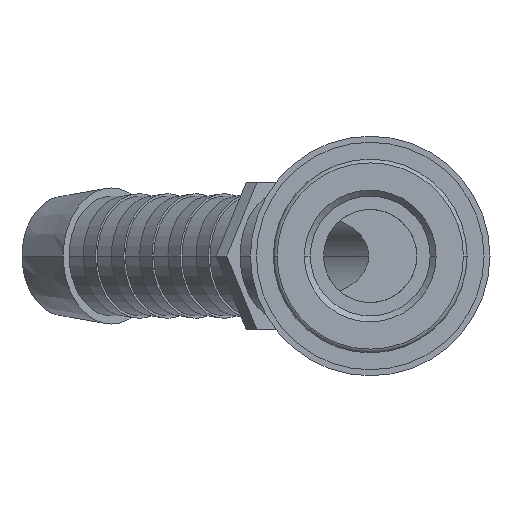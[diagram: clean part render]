
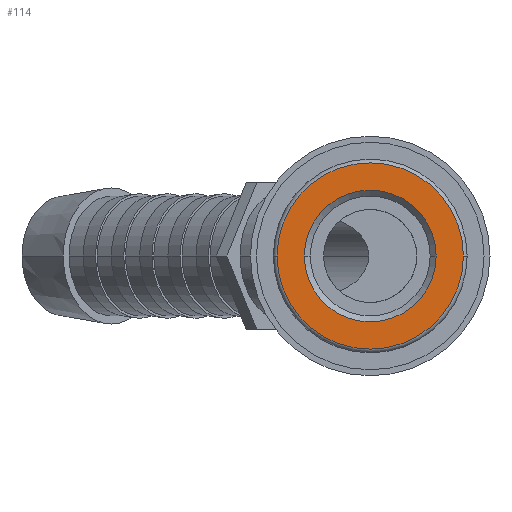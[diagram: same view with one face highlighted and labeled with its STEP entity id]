
A CAD part, front view. The second image highlights one B-rep face of the part: STEP entity #114.
In plain terms, the highlighted planar face has unit normal (0, -1, 0).
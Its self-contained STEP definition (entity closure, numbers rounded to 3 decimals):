
#114=ADVANCED_FACE('',(#296,#297),#298,.T.);
#296=FACE_BOUND('',#559,.T.);
#297=FACE_OUTER_BOUND('',#560,.T.);
#298=PLANE('',#561);
#559=EDGE_LOOP('',(#843,#844));
#560=EDGE_LOOP('',(#845,#846));
#561=AXIS2_PLACEMENT_3D('',#847,#848,#849);
#843=ORIENTED_EDGE('',*,*,#1488,.T.);
#844=ORIENTED_EDGE('',*,*,#1489,.T.);
#845=ORIENTED_EDGE('',*,*,#1490,.T.);
#846=ORIENTED_EDGE('',*,*,#1491,.T.);
#847=CARTESIAN_POINT('',(0.0,0.0,0.0));
#848=DIRECTION('',(0.0,-1.0,0.0));
#849=DIRECTION('',(-1.0,0.0,0.0));
#1488=EDGE_CURVE('',#1760,#1761,#1762,.T.);
#1489=EDGE_CURVE('',#1761,#1760,#1763,.T.);
#1490=EDGE_CURVE('',#1764,#1765,#1766,.T.);
#1491=EDGE_CURVE('',#1765,#1764,#1767,.T.);
#1760=VERTEX_POINT('',#2165);
#1761=VERTEX_POINT('',#2166);
#1762=CIRCLE('',#2167,4.95);
#1763=CIRCLE('',#2168,4.95);
#1764=VERTEX_POINT('',#2169);
#1765=VERTEX_POINT('',#2170);
#1766=CIRCLE('',#2171,7.0);
#1767=CIRCLE('',#2172,7.0);
#2165=CARTESIAN_POINT('',(-4.95,0.0,0.));
#2166=CARTESIAN_POINT('',(4.95,0.0,0.));
#2167=AXIS2_PLACEMENT_3D('',#2719,#2720,#2721);
#2168=AXIS2_PLACEMENT_3D('',#2722,#2723,#2724);
#2169=CARTESIAN_POINT('',(7.0,0.0,0.0));
#2170=CARTESIAN_POINT('',(-7.0,0.0,0.));
#2171=AXIS2_PLACEMENT_3D('',#2725,#2726,#2727);
#2172=AXIS2_PLACEMENT_3D('',#2728,#2729,#2730);
#2719=CARTESIAN_POINT('',(0.0,0.0,0.0));
#2720=DIRECTION('',(-0.0,1.0,0.0));
#2721=DIRECTION('',(1.0,0.0,0.0));
#2722=CARTESIAN_POINT('',(0.0,0.0,0.0));
#2723=DIRECTION('',(-0.0,1.0,0.0));
#2724=DIRECTION('',(1.0,0.0,0.0));
#2725=CARTESIAN_POINT('',(0.0,0.0,0.0));
#2726=DIRECTION('',(0.0,-1.0,0.0));
#2727=DIRECTION('',(1.0,0.0,0.0));
#2728=CARTESIAN_POINT('',(0.0,0.0,0.0));
#2729=DIRECTION('',(0.0,-1.0,0.0));
#2730=DIRECTION('',(1.0,0.0,0.0));
